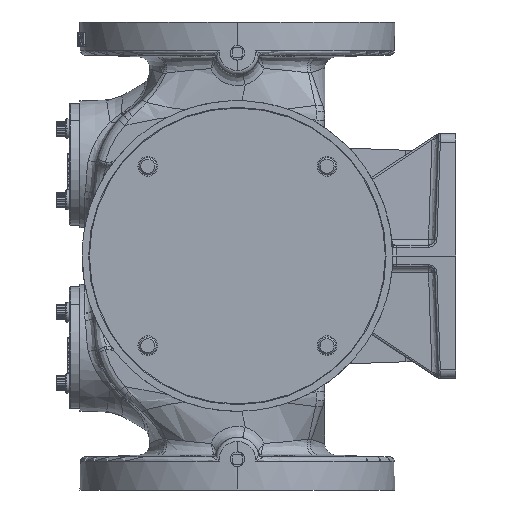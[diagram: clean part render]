
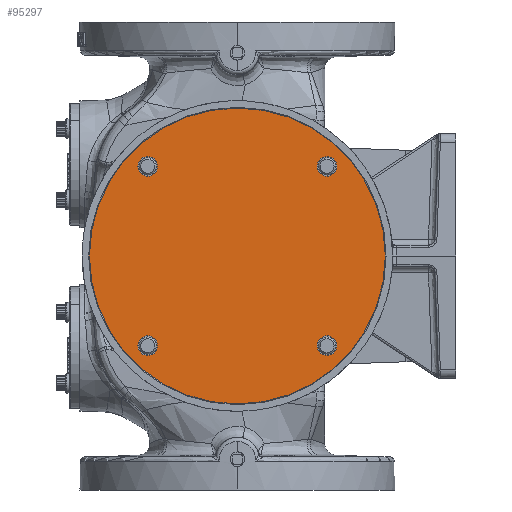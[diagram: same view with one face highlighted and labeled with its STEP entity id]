
A CAD part, left-side view. The second image highlights one B-rep face of the part: STEP entity #95297.
In plain terms, the highlighted planar face has unit normal (-1, 0, 0).
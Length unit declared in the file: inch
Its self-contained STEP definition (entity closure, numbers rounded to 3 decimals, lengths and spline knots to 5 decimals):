
#866 = DIRECTION ( 'NONE',  ( 0., 0., 1. ) ) ;
#7969 = CARTESIAN_POINT ( 'NONE',  ( -21.2, -2.56326, -2.56326 ) ) ;
#8075 = CIRCLE ( 'NONE', #49675, 0.28125 ) ;
#8086 = ORIENTED_EDGE ( 'NONE', *, *, #77967, .F. ) ;
#8414 = PLANE ( 'NONE',  #77189 ) ;
#9844 = EDGE_CURVE ( 'NONE', #86004, #87290, #25899, .T. ) ;
#13267 = CARTESIAN_POINT ( 'NONE',  ( -21.2, -2.56326, -2.56326 ) ) ;
#15179 = ORIENTED_EDGE ( 'NONE', *, *, #199693, .F. ) ;
#15255 = FACE_BOUND ( 'NONE', #97056, .T. ) ;
#18890 = CIRCLE ( 'NONE', #158280, 4.2305 ) ;
#19955 = ORIENTED_EDGE ( 'NONE', *, *, #171404, .F. ) ;
#22899 = CARTESIAN_POINT ( 'NONE',  ( -21.2, 2.56326, -2.84451 ) ) ;
#23463 = DIRECTION ( 'NONE',  ( 0., 0., 1. ) ) ;
#25899 = CIRCLE ( 'NONE', #176559, 0.28125 ) ;
#26435 = ORIENTED_EDGE ( 'NONE', *, *, #51970, .F. ) ;
#28798 = DIRECTION ( 'NONE',  ( 0., 0., 1. ) ) ;
#35379 = DIRECTION ( 'NONE',  ( -1., 0., 0. ) ) ;
#37753 = CARTESIAN_POINT ( 'NONE',  ( -21.2, -2.56326, 2.56326 ) ) ;
#38065 = CARTESIAN_POINT ( 'NONE',  ( -21.2, 2.56326, 2.28201 ) ) ;
#38755 = DIRECTION ( 'NONE',  ( -1., 0., 0. ) ) ;
#40253 = AXIS2_PLACEMENT_3D ( 'NONE', #7969, #115616, #23463 ) ;
#40350 = EDGE_CURVE ( 'NONE', #158082, #175553, #8075, .T. ) ;
#41397 = DIRECTION ( 'NONE',  ( -1., 0., 0. ) ) ;
#48344 = AXIS2_PLACEMENT_3D ( 'NONE', #86584, #194185, #102033 ) ;
#49675 = AXIS2_PLACEMENT_3D ( 'NONE', #13267, #120964, #28798 ) ;
#51970 = EDGE_CURVE ( 'NONE', #72092, #164635, #95144, .T. ) ;
#52889 = EDGE_CURVE ( 'NONE', #175553, #158082, #123728, .T. ) ;
#52979 = CIRCLE ( 'NONE', #48344, 4.2305 ) ;
#53156 = DIRECTION ( 'NONE',  ( 0., 0., 1. ) ) ;
#56194 = FACE_BOUND ( 'NONE', #94103, .T. ) ;
#60300 = CARTESIAN_POINT ( 'NONE',  ( -21.2, 2.56326, -2.56326 ) ) ;
#61931 = AXIS2_PLACEMENT_3D ( 'NONE', #60300, #167931, #75741 ) ;
#65478 = CARTESIAN_POINT ( 'NONE',  ( -21.2, 0., -4.2305 ) ) ;
#70097 = ORIENTED_EDGE ( 'NONE', *, *, #115822, .T. ) ;
#70113 = EDGE_CURVE ( 'NONE', #120209, #187169, #18890, .T. ) ;
#71276 = ORIENTED_EDGE ( 'NONE', *, *, #52889, .F. ) ;
#72092 = VERTEX_POINT ( 'NONE', #149697 ) ;
#74066 = CARTESIAN_POINT ( 'NONE',  ( -21.2, 0., 4.2305 ) ) ;
#74103 = EDGE_LOOP ( 'NONE', ( #19955, #175869 ) ) ;
#75741 = DIRECTION ( 'NONE',  ( 0., 0., 1. ) ) ;
#77189 = AXIS2_PLACEMENT_3D ( 'NONE', #133525, #41397, #149033 ) ;
#77967 = EDGE_CURVE ( 'NONE', #139179, #167193, #177650, .T. ) ;
#82367 = DIRECTION ( 'NONE',  ( -1., 0., 0. ) ) ;
#83264 = CARTESIAN_POINT ( 'NONE',  ( -21.2, -2.56326, -2.84451 ) ) ;
#86004 = VERTEX_POINT ( 'NONE', #38065 ) ;
#86584 = CARTESIAN_POINT ( 'NONE',  ( -21.2, 0., 0. ) ) ;
#87290 = VERTEX_POINT ( 'NONE', #139101 ) ;
#87402 = CARTESIAN_POINT ( 'NONE',  ( -21.2, 2.56326, 2.56326 ) ) ;
#90261 = CARTESIAN_POINT ( 'NONE',  ( -21.2, -2.56326, -2.28201 ) ) ;
#93061 = DIRECTION ( 'NONE',  ( -1., 0., 0. ) ) ;
#93901 = EDGE_LOOP ( 'NONE', ( #70097, #191417 ) ) ;
#94103 = EDGE_LOOP ( 'NONE', ( #26435, #173845 ) ) ;
#95144 = CIRCLE ( 'NONE', #134237, 0.28125 ) ;
#95297 = ADVANCED_FACE ( 'NONE', ( #56194, #138028, #183802, #15255, #174113 ), #8414, .T. ) ;
#97056 = EDGE_LOOP ( 'NONE', ( #166575, #71276 ) ) ;
#97720 = EDGE_CURVE ( 'NONE', #164635, #72092, #98679, .T. ) ;
#98679 = CIRCLE ( 'NONE', #61931, 0.28125 ) ;
#100205 = AXIS2_PLACEMENT_3D ( 'NONE', #185210, #93061, #866 ) ;
#102033 = DIRECTION ( 'NONE',  ( 0., 0., 1. ) ) ;
#102862 = DIRECTION ( 'NONE',  ( 0., 0., 1. ) ) ;
#115616 = DIRECTION ( 'NONE',  ( -1., 0., 0. ) ) ;
#115822 = EDGE_CURVE ( 'NONE', #187169, #120209, #52979, .T. ) ;
#117606 = CARTESIAN_POINT ( 'NONE',  ( -21.2, -2.56326, 2.28201 ) ) ;
#118582 = CARTESIAN_POINT ( 'NONE',  ( -21.2, -2.56326, 2.84451 ) ) ;
#120209 = VERTEX_POINT ( 'NONE', #65478 ) ;
#120964 = DIRECTION ( 'NONE',  ( -1., 0., 0. ) ) ;
#123728 = CIRCLE ( 'NONE', #40253, 0.28125 ) ;
#127518 = CARTESIAN_POINT ( 'NONE',  ( -21.2, 2.56326, -2.56326 ) ) ;
#130868 = CARTESIAN_POINT ( 'NONE',  ( -21.2, 0., 0. ) ) ;
#133525 = CARTESIAN_POINT ( 'NONE',  ( -21.2, 0., 0. ) ) ;
#134237 = AXIS2_PLACEMENT_3D ( 'NONE', #127518, #35379, #142992 ) ;
#135381 = EDGE_LOOP ( 'NONE', ( #8086, #15179 ) ) ;
#138028 = FACE_BOUND ( 'NONE', #74103, .T. ) ;
#139101 = CARTESIAN_POINT ( 'NONE',  ( -21.2, 2.56326, 2.84451 ) ) ;
#139179 = VERTEX_POINT ( 'NONE', #118582 ) ;
#142992 = DIRECTION ( 'NONE',  ( 0., 0., 1. ) ) ;
#145353 = DIRECTION ( 'NONE',  ( -1., 0., 0. ) ) ;
#146356 = DIRECTION ( 'NONE',  ( 0., 0., 1. ) ) ;
#149033 = DIRECTION ( 'NONE',  ( 0., 0., 1. ) ) ;
#149697 = CARTESIAN_POINT ( 'NONE',  ( -21.2, 2.56326, -2.28201 ) ) ;
#157033 = CIRCLE ( 'NONE', #100205, 0.28125 ) ;
#158082 = VERTEX_POINT ( 'NONE', #90261 ) ;
#158280 = AXIS2_PLACEMENT_3D ( 'NONE', #130868, #38755, #146356 ) ;
#164635 = VERTEX_POINT ( 'NONE', #22899 ) ;
#166575 = ORIENTED_EDGE ( 'NONE', *, *, #40350, .F. ) ;
#167193 = VERTEX_POINT ( 'NONE', #117606 ) ;
#167931 = DIRECTION ( 'NONE',  ( -1., 0., 0. ) ) ;
#171404 = EDGE_CURVE ( 'NONE', #87290, #86004, #157033, .T. ) ;
#173242 = AXIS2_PLACEMENT_3D ( 'NONE', #174505, #82367, #189980 ) ;
#173845 = ORIENTED_EDGE ( 'NONE', *, *, #97720, .F. ) ;
#174113 = FACE_OUTER_BOUND ( 'NONE', #93901, .T. ) ;
#174505 = CARTESIAN_POINT ( 'NONE',  ( -21.2, -2.56326, 2.56326 ) ) ;
#175553 = VERTEX_POINT ( 'NONE', #83264 ) ;
#175869 = ORIENTED_EDGE ( 'NONE', *, *, #9844, .F. ) ;
#176559 = AXIS2_PLACEMENT_3D ( 'NONE', #87402, #194980, #102862 ) ;
#177650 = CIRCLE ( 'NONE', #173242, 0.28125 ) ;
#183802 = FACE_BOUND ( 'NONE', #135381, .T. ) ;
#185210 = CARTESIAN_POINT ( 'NONE',  ( -21.2, 2.56326, 2.56326 ) ) ;
#187169 = VERTEX_POINT ( 'NONE', #74066 ) ;
#189980 = DIRECTION ( 'NONE',  ( 0., 0., 1. ) ) ;
#191417 = ORIENTED_EDGE ( 'NONE', *, *, #70113, .T. ) ;
#192453 = AXIS2_PLACEMENT_3D ( 'NONE', #37753, #145353, #53156 ) ;
#192847 = CIRCLE ( 'NONE', #192453, 0.28125 ) ;
#194185 = DIRECTION ( 'NONE',  ( -1., 0., 0. ) ) ;
#194980 = DIRECTION ( 'NONE',  ( -1., 0., 0. ) ) ;
#199693 = EDGE_CURVE ( 'NONE', #167193, #139179, #192847, .T. ) ;
